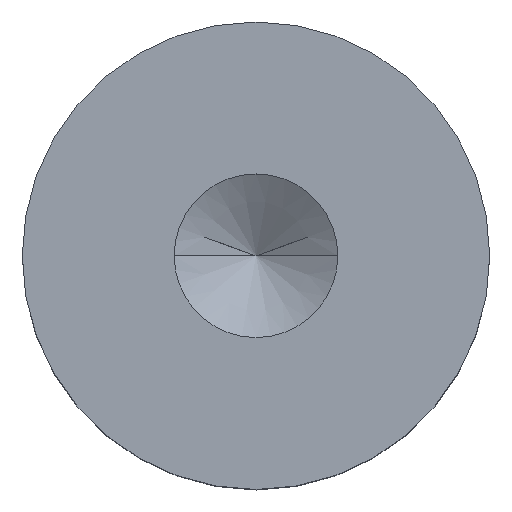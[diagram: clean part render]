
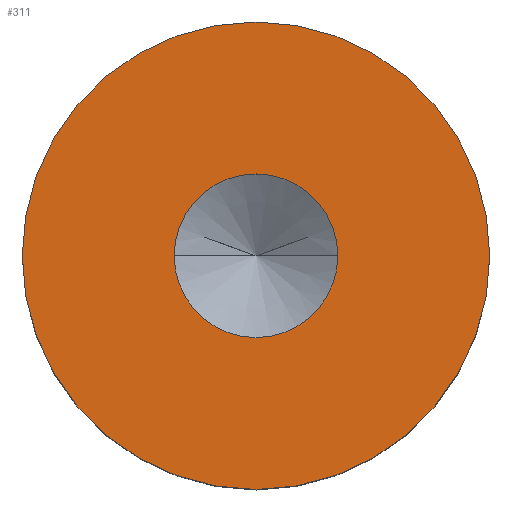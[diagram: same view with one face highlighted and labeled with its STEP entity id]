
A CAD part, top view. The second image highlights one B-rep face of the part: STEP entity #311.
In plain terms, the highlighted planar face has unit normal (0, 0, 1).
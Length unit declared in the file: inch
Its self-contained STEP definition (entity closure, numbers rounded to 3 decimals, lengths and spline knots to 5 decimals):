
#137=CARTESIAN_POINT('',(-1.25,0.0,0.0));
#138=VERTEX_POINT('',#137);
#147=CARTESIAN_POINT('',(1.25,0.,0.0));
#148=VERTEX_POINT('',#147);
#149=CARTESIAN_POINT('',(0.0,0.0,0.0));
#150=DIRECTION('',(0.0,0.0,1.0));
#151=DIRECTION('',(-1.0,0.0,0.0));
#152=AXIS2_PLACEMENT_3D('',#149,#150,#151);
#153=CIRCLE('',#152,1.25);
#154=EDGE_CURVE('',#148,#138,#153,.T.);
#212=CARTESIAN_POINT('',(-0.4375,0.0,0.0));
#213=VERTEX_POINT('',#212);
#227=CARTESIAN_POINT('',(0.4375,0.,0.0));
#228=VERTEX_POINT('',#227);
#235=CARTESIAN_POINT('',(0.0,0.0,0.0));
#236=DIRECTION('',(0.0,0.0,-1.0));
#237=DIRECTION('',(-1.0,0.0,0.0));
#238=AXIS2_PLACEMENT_3D('',#235,#236,#237);
#239=CIRCLE('',#238,0.4375);
#240=EDGE_CURVE('',#213,#228,#239,.T.);
#251=CARTESIAN_POINT('',(0.0,0.0,0.0));
#252=DIRECTION('',(0.0,0.0,-1.0));
#253=DIRECTION('',(-1.0,0.0,0.0));
#254=AXIS2_PLACEMENT_3D('',#251,#252,#253);
#255=CIRCLE('',#254,0.4375);
#256=EDGE_CURVE('',#228,#213,#255,.T.);
#288=CARTESIAN_POINT('',(0.0,0.0,0.0));
#289=DIRECTION('',(0.0,0.0,1.0));
#290=DIRECTION('',(-1.0,0.0,0.0));
#291=AXIS2_PLACEMENT_3D('',#288,#289,#290);
#292=CIRCLE('',#291,1.25);
#293=EDGE_CURVE('',#138,#148,#292,.T.);
#298=CARTESIAN_POINT('',(0.0,0.0,0.0));
#299=DIRECTION('',(0.0,0.0,1.0));
#300=DIRECTION('',(1.0,0.0,0.0));
#301=AXIS2_PLACEMENT_3D('',#298,#299,#300);
#302=PLANE('',#301);
#303=ORIENTED_EDGE('',*,*,#293,.T.);
#304=ORIENTED_EDGE('',*,*,#154,.T.);
#305=EDGE_LOOP('',(#303,#304));
#306=FACE_OUTER_BOUND('',#305,.T.);
#307=ORIENTED_EDGE('',*,*,#240,.T.);
#308=ORIENTED_EDGE('',*,*,#256,.T.);
#309=EDGE_LOOP('',(#307,#308));
#310=FACE_BOUND('',#309,.T.);
#311=ADVANCED_FACE('',(#306,#310),#302,.T.);
